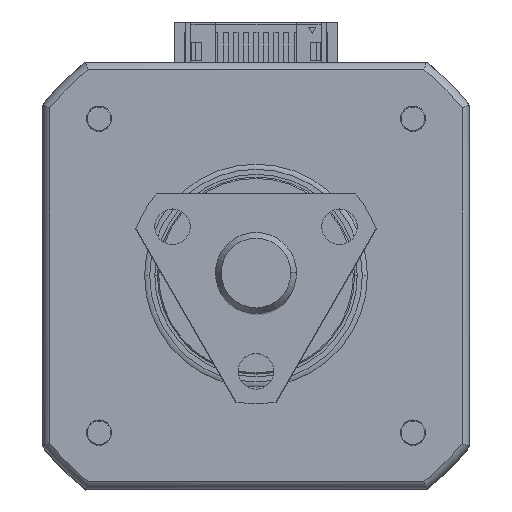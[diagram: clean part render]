
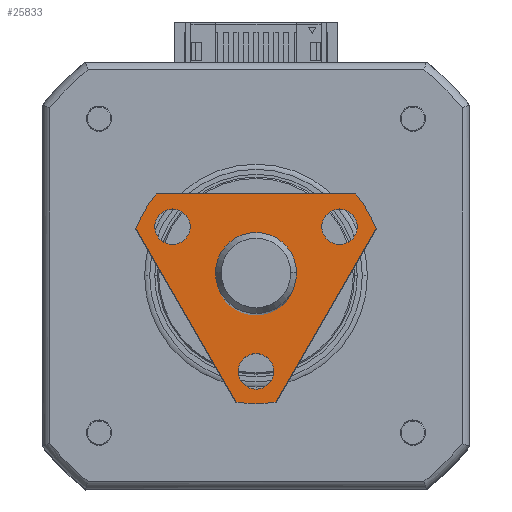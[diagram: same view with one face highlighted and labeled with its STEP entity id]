
A CAD part, top view. The second image highlights one B-rep face of the part: STEP entity #25833.
In plain terms, the highlighted planar face has unit normal (0, 0, 1).
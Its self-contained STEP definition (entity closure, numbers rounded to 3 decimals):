
#981 = AXIS2_PLACEMENT_3D ( 'NONE', #28914, #6619, #31920 ) ;
#1292 = DIRECTION ( 'NONE',  ( 0., 0., -1. ) ) ;
#1771 = EDGE_CURVE ( 'NONE', #15437, #6997, #34943, .T. ) ;
#2007 = VERTEX_POINT ( 'NONE', #31328 ) ;
#2396 = CARTESIAN_POINT ( 'NONE',  ( -8., 13.856, 34. ) ) ;
#2406 = FACE_BOUND ( 'NONE', #11121, .T. ) ;
#2467 = CIRCLE ( 'NONE', #25118, 12.7 ) ;
#2710 = EDGE_CURVE ( 'NONE', #19367, #4869, #15526, .T. ) ;
#3740 = PLANE ( 'NONE',  #981 ) ;
#4082 = AXIS2_PLACEMENT_3D ( 'NONE', #34614, #29452, #26652 ) ;
#4163 = AXIS2_PLACEMENT_3D ( 'NONE', #26439, #15685, #18246 ) ;
#4373 = VERTEX_POINT ( 'NONE', #26773 ) ;
#4869 = VERTEX_POINT ( 'NONE', #11656 ) ;
#5042 = CIRCLE ( 'NONE', #6391, 1.75 ) ;
#5145 = DIRECTION ( 'NONE',  ( 0., 0., -1. ) ) ;
#5158 = EDGE_LOOP ( 'NONE', ( #34388, #17043 ) ) ;
#5470 = CARTESIAN_POINT ( 'NONE',  ( -6.512, -8.249, 34. ) ) ;
#5644 = ORIENTED_EDGE ( 'NONE', *, *, #1771, .F. ) ;
#6166 = DIRECTION ( 'NONE',  ( 0., 0., -1. ) ) ;
#6391 = AXIS2_PLACEMENT_3D ( 'NONE', #32218, #26650, #18346 ) ;
#6406 = DIRECTION ( 'NONE',  ( 0., 0., -1. ) ) ;
#6619 = DIRECTION ( 'NONE',  ( 0., 0., -1. ) ) ;
#6721 = ORIENTED_EDGE ( 'NONE', *, *, #33894, .F. ) ;
#6997 = VERTEX_POINT ( 'NONE', #31070 ) ;
#7477 = LINE ( 'NONE', #30353, #28718 ) ;
#7503 = AXIS2_PLACEMENT_3D ( 'NONE', #21728, #24455, #19534 ) ;
#7826 = CARTESIAN_POINT ( 'NONE',  ( -3., 0., 34. ) ) ;
#7986 = ORIENTED_EDGE ( 'NONE', *, *, #26114, .F. ) ;
#8196 = EDGE_CURVE ( 'NONE', #14111, #13243, #24166, .T. ) ;
#8346 = CARTESIAN_POINT ( 'NONE',  ( 12.542, -1.996, 34. ) ) ;
#8457 = FACE_OUTER_BOUND ( 'NONE', #20141, .T. ) ;
#8477 = CIRCLE ( 'NONE', #7503, 1.75 ) ;
#8875 = DIRECTION ( 'NONE',  ( 0., 0., -1. ) ) ;
#9053 = AXIS2_PLACEMENT_3D ( 'NONE', #34336, #26133, #26380 ) ;
#9257 = DIRECTION ( 'NONE',  ( 1., 0., 0. ) ) ;
#9316 = EDGE_CURVE ( 'NONE', #15939, #15194, #9924, .T. ) ;
#9589 = EDGE_LOOP ( 'NONE', ( #21569, #30024 ) ) ;
#9924 = CIRCLE ( 'NONE', #9053, 12.7 ) ;
#10063 = ORIENTED_EDGE ( 'NONE', *, *, #32016, .T. ) ;
#10565 = EDGE_CURVE ( 'NONE', #13313, #15939, #2467, .T. ) ;
#10743 = CIRCLE ( 'NONE', #4082, 3. ) ;
#11121 = EDGE_LOOP ( 'NONE', ( #26434, #10063 ) ) ;
#11656 = CARTESIAN_POINT ( 'NONE',  ( 7.775, 0., 34. ) ) ;
#12110 = CARTESIAN_POINT ( 'NONE',  ( -4.542, -11.86, 34. ) ) ;
#12172 = CARTESIAN_POINT ( 'NONE',  ( 0., 0., 34. ) ) ;
#12336 = CARTESIAN_POINT ( 'NONE',  ( 16., 0., 34. ) ) ;
#12364 = FACE_BOUND ( 'NONE', #9589, .T. ) ;
#12467 = AXIS2_PLACEMENT_3D ( 'NONE', #17811, #6406, #34110 ) ;
#12626 = AXIS2_PLACEMENT_3D ( 'NONE', #12172, #1292, #9257 ) ;
#12723 = DIRECTION ( 'NONE',  ( 0., 0., -1. ) ) ;
#12772 = EDGE_CURVE ( 'NONE', #13243, #14111, #13596, .T. ) ;
#12858 = ORIENTED_EDGE ( 'NONE', *, *, #16324, .F. ) ;
#12901 = VERTEX_POINT ( 'NONE', #19578 ) ;
#13243 = VERTEX_POINT ( 'NONE', #5470 ) ;
#13261 = DIRECTION ( 'NONE',  ( -1., 0., 0. ) ) ;
#13313 = VERTEX_POINT ( 'NONE', #33523 ) ;
#13596 = CIRCLE ( 'NONE', #17027, 1.75 ) ;
#14109 = CARTESIAN_POINT ( 'NONE',  ( 12.7, 0., 34. ) ) ;
#14111 = VERTEX_POINT ( 'NONE', #23013 ) ;
#14187 = CIRCLE ( 'NONE', #12467, 12.7 ) ;
#14519 = LINE ( 'NONE', #2396, #14966 ) ;
#14966 = VECTOR ( 'NONE', #27290, 1000. ) ;
#15010 = VERTEX_POINT ( 'NONE', #21721 ) ;
#15194 = VERTEX_POINT ( 'NONE', #8346 ) ;
#15372 = EDGE_CURVE ( 'NONE', #15194, #15437, #27755, .T. ) ;
#15378 = CARTESIAN_POINT ( 'NONE',  ( 9.525, 0., 34. ) ) ;
#15437 = VERTEX_POINT ( 'NONE', #12110 ) ;
#15526 = CIRCLE ( 'NONE', #34625, 1.75 ) ;
#15635 = CIRCLE ( 'NONE', #4163, 3. ) ;
#15685 = DIRECTION ( 'NONE',  ( 0., 0., 1. ) ) ;
#15758 = VERTEX_POINT ( 'NONE', #7826 ) ;
#15939 = VERTEX_POINT ( 'NONE', #14109 ) ;
#16324 = EDGE_CURVE ( 'NONE', #2007, #15758, #15635, .T. ) ;
#17027 = AXIS2_PLACEMENT_3D ( 'NONE', #33065, #5145, #13261 ) ;
#17043 = ORIENTED_EDGE ( 'NONE', *, *, #8196, .T. ) ;
#17678 = CIRCLE ( 'NONE', #19914, 1.75 ) ;
#17811 = CARTESIAN_POINT ( 'NONE',  ( 0., 0., 34. ) ) ;
#18060 = DIRECTION ( 'NONE',  ( -1., 0., 0. ) ) ;
#18246 = DIRECTION ( 'NONE',  ( 1., 0., 0. ) ) ;
#18346 = DIRECTION ( 'NONE',  ( -1., 0., 0. ) ) ;
#19367 = VERTEX_POINT ( 'NONE', #34338 ) ;
#19534 = DIRECTION ( 'NONE',  ( -1., 0., 0. ) ) ;
#19578 = CARTESIAN_POINT ( 'NONE',  ( -6.512, 8.249, 34. ) ) ;
#19914 = AXIS2_PLACEMENT_3D ( 'NONE', #23148, #6166, #25762 ) ;
#20141 = EDGE_LOOP ( 'NONE', ( #7986, #31878, #6721, #5644, #29490, #32852, #31462 ) ) ;
#21181 = ORIENTED_EDGE ( 'NONE', *, *, #23904, .F. ) ;
#21569 = ORIENTED_EDGE ( 'NONE', *, *, #29254, .T. ) ;
#21721 = CARTESIAN_POINT ( 'NONE',  ( -8., 9.864, 34. ) ) ;
#21728 = CARTESIAN_POINT ( 'NONE',  ( 9.525, 0., 34. ) ) ;
#23013 = CARTESIAN_POINT ( 'NONE',  ( -3.012, -8.249, 34. ) ) ;
#23148 = CARTESIAN_POINT ( 'NONE',  ( -4.762, 8.249, 34. ) ) ;
#23904 = EDGE_CURVE ( 'NONE', #15758, #2007, #10743, .T. ) ;
#24166 = CIRCLE ( 'NONE', #27810, 1.75 ) ;
#24270 = EDGE_LOOP ( 'NONE', ( #12858, #21181 ) ) ;
#24455 = DIRECTION ( 'NONE',  ( 0., 0., -1. ) ) ;
#25118 = AXIS2_PLACEMENT_3D ( 'NONE', #28123, #8875, #28245 ) ;
#25762 = DIRECTION ( 'NONE',  ( -1., 0., 0. ) ) ;
#25833 = ADVANCED_FACE ( 'NONE', ( #29227, #27072, #12364, #2406, #8457 ), #3740, .F. ) ;
#25997 = DIRECTION ( 'NONE',  ( -0.866, -0.5, 0. ) ) ;
#26114 = EDGE_CURVE ( 'NONE', #33655, #13313, #14519, .T. ) ;
#26133 = DIRECTION ( 'NONE',  ( 0., 0., -1. ) ) ;
#26380 = DIRECTION ( 'NONE',  ( 1., 0., 0. ) ) ;
#26434 = ORIENTED_EDGE ( 'NONE', *, *, #30675, .T. ) ;
#26439 = CARTESIAN_POINT ( 'NONE',  ( 0., 0., 34. ) ) ;
#26650 = DIRECTION ( 'NONE',  ( 0., 0., -1. ) ) ;
#26652 = DIRECTION ( 'NONE',  ( 1., 0., 0. ) ) ;
#26773 = CARTESIAN_POINT ( 'NONE',  ( -3.012, 8.249, 34. ) ) ;
#27072 = FACE_BOUND ( 'NONE', #5158, .T. ) ;
#27290 = DIRECTION ( 'NONE',  ( 0.866, -0.5, 0. ) ) ;
#27755 = LINE ( 'NONE', #12336, #30777 ) ;
#27810 = AXIS2_PLACEMENT_3D ( 'NONE', #28258, #30908, #33670 ) ;
#28054 = DIRECTION ( 'NONE',  ( 0., 1., 0. ) ) ;
#28123 = CARTESIAN_POINT ( 'NONE',  ( 0., 0., 34. ) ) ;
#28245 = DIRECTION ( 'NONE',  ( 1., 0., 0. ) ) ;
#28258 = CARTESIAN_POINT ( 'NONE',  ( -4.762, -8.249, 34. ) ) ;
#28718 = VECTOR ( 'NONE', #28054, 1000. ) ;
#28914 = CARTESIAN_POINT ( 'NONE',  ( 0., 0., 34. ) ) ;
#29227 = FACE_BOUND ( 'NONE', #24270, .T. ) ;
#29254 = EDGE_CURVE ( 'NONE', #4869, #19367, #8477, .T. ) ;
#29452 = DIRECTION ( 'NONE',  ( 0., 0., 1. ) ) ;
#29490 = ORIENTED_EDGE ( 'NONE', *, *, #15372, .F. ) ;
#30024 = ORIENTED_EDGE ( 'NONE', *, *, #2710, .T. ) ;
#30353 = CARTESIAN_POINT ( 'NONE',  ( -8., -13.856, 34. ) ) ;
#30675 = EDGE_CURVE ( 'NONE', #12901, #4373, #5042, .T. ) ;
#30777 = VECTOR ( 'NONE', #25997, 1000. ) ;
#30908 = DIRECTION ( 'NONE',  ( 0., 0., -1. ) ) ;
#31070 = CARTESIAN_POINT ( 'NONE',  ( -8., -9.864, 34. ) ) ;
#31328 = CARTESIAN_POINT ( 'NONE',  ( 3., 0., 34. ) ) ;
#31462 = ORIENTED_EDGE ( 'NONE', *, *, #10565, .F. ) ;
#31878 = ORIENTED_EDGE ( 'NONE', *, *, #32011, .F. ) ;
#31920 = DIRECTION ( 'NONE',  ( -1., 0., 0. ) ) ;
#32011 = EDGE_CURVE ( 'NONE', #15010, #33655, #14187, .T. ) ;
#32016 = EDGE_CURVE ( 'NONE', #4373, #12901, #17678, .T. ) ;
#32218 = CARTESIAN_POINT ( 'NONE',  ( -4.762, 8.249, 34. ) ) ;
#32852 = ORIENTED_EDGE ( 'NONE', *, *, #9316, .F. ) ;
#33065 = CARTESIAN_POINT ( 'NONE',  ( -4.762, -8.249, 34. ) ) ;
#33523 = CARTESIAN_POINT ( 'NONE',  ( 12.542, 1.996, 34. ) ) ;
#33655 = VERTEX_POINT ( 'NONE', #35757 ) ;
#33670 = DIRECTION ( 'NONE',  ( -1., 0., 0. ) ) ;
#33894 = EDGE_CURVE ( 'NONE', #6997, #15010, #7477, .T. ) ;
#34110 = DIRECTION ( 'NONE',  ( 1., 0., 0. ) ) ;
#34336 = CARTESIAN_POINT ( 'NONE',  ( 0., 0., 34. ) ) ;
#34338 = CARTESIAN_POINT ( 'NONE',  ( 11.275, 0., 34. ) ) ;
#34388 = ORIENTED_EDGE ( 'NONE', *, *, #12772, .T. ) ;
#34614 = CARTESIAN_POINT ( 'NONE',  ( 0., 0., 34. ) ) ;
#34625 = AXIS2_PLACEMENT_3D ( 'NONE', #15378, #12723, #18060 ) ;
#34943 = CIRCLE ( 'NONE', #12626, 12.7 ) ;
#35757 = CARTESIAN_POINT ( 'NONE',  ( -4.542, 11.86, 34. ) ) ;
